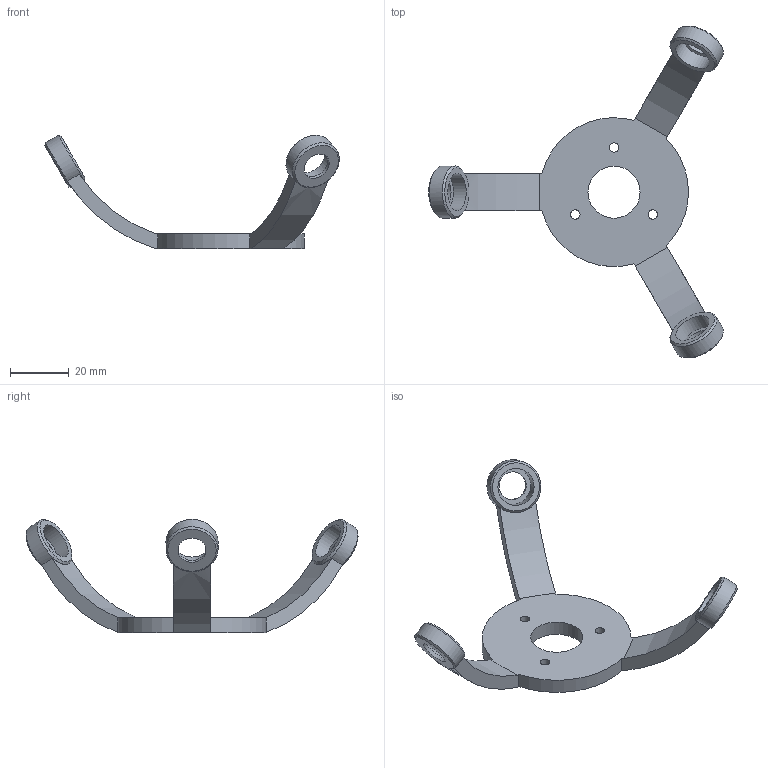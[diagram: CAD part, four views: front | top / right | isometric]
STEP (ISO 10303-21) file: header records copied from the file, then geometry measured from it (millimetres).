
FILE_DESCRIPTION(/* description */ (''),/* implementation_level */ '2;1');
FILE_NAME(/* name */ 'end_effector.step',/* time_stamp */ '2025-07-20T14:12:48-04:00',/* author */ (''),/* organization */ (''),/* preprocessor_version */ 'ST-DEVELOPER v20.1',/* originating_system */ 'Autodesk Translation Framework v14.10.0.0',/* authorisation */ '');
FILE_SCHEMA (('AUTOMOTIVE_DESIGN { 1 0 10303 214 3 1 1 }'));
Length unit declared in the file: inch
Products named in the file (1): end_effector
Bounding box: 100.49 x 113.26 x 38.66 mm (x, y, z)
Volume: 17732.6 mm3; surface area: 10777.4 mm2
Topology: 1 solids, 1 shells, 48 faces, 123 edges, 80 vertices
Faces by surface type: cylinder 25, plane 17, cone 6
Full cylindrical faces by diameter (mm): 3.2 x3, 9.525 x3, 12.67 x3, 17.75 x3, 17.78 x1
Entity records: 1604 total; most frequent: CARTESIAN_POINT 360, DIRECTION 259, ORIENTED_EDGE 246, EDGE_CURVE 123, AXIS2_PLACEMENT_3D 105, VERTEX_POINT 80, EDGE_LOOP 65, CIRCLE 56
